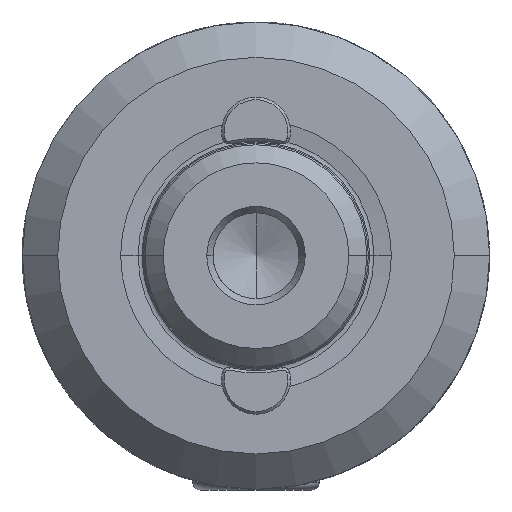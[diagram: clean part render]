
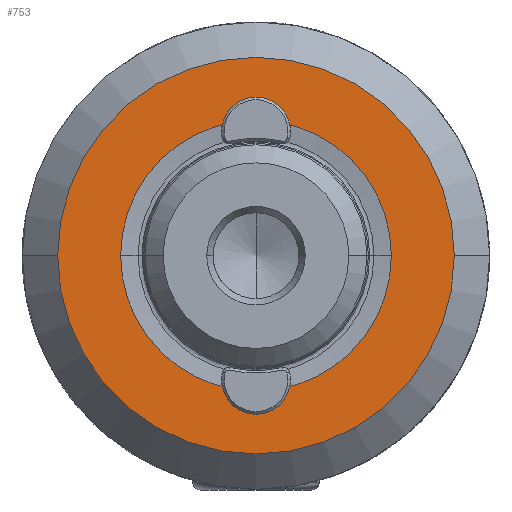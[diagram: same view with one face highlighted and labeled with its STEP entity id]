
A CAD part, left-side view. The second image highlights one B-rep face of the part: STEP entity #753.
In plain terms, the highlighted planar face has unit normal (-1, 0, 0).
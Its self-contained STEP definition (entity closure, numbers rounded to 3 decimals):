
#231 = EDGE_CURVE ( 'NONE', #3914, #5800, #29207, .T. ) ;
#264 = ORIENTED_EDGE ( 'NONE', *, *, #23972, .F. ) ;
#407 = CARTESIAN_POINT ( 'NONE',  ( -43., 0., 0. ) ) ;
#753 = ADVANCED_FACE ( 'NONE', ( #27345, #7977 ), #18453, .F. ) ;
#1049 = CARTESIAN_POINT ( 'NONE',  ( -43., 1.58, 10.598 ) ) ;
#1532 = AXIS2_PLACEMENT_3D ( 'NONE', #24909, #6115, #27371 ) ;
#2503 = CARTESIAN_POINT ( 'NONE',  ( -43., 0., 0. ) ) ;
#2540 = VERTEX_POINT ( 'NONE', #9240 ) ;
#2926 = DIRECTION ( 'NONE',  ( 0., 0., 1. ) ) ;
#3914 = VERTEX_POINT ( 'NONE', #8724 ) ;
#4526 = CIRCLE ( 'NONE', #28419, 1.6 ) ;
#4604 = VERTEX_POINT ( 'NONE', #19839 ) ;
#4614 = VERTEX_POINT ( 'NONE', #13026 ) ;
#5187 = CARTESIAN_POINT ( 'NONE',  ( -43., -1.58, -10.598 ) ) ;
#5323 = EDGE_CURVE ( 'NONE', #2540, #4604, #13661, .T. ) ;
#5426 = ORIENTED_EDGE ( 'NONE', *, *, #6055, .T. ) ;
#5576 = AXIS2_PLACEMENT_3D ( 'NONE', #19560, #24282, #19662 ) ;
#5677 = DIRECTION ( 'NONE',  ( 0., 0., 1. ) ) ;
#5800 = VERTEX_POINT ( 'NONE', #5187 ) ;
#5936 = EDGE_LOOP ( 'NONE', ( #9695, #5426 ) ) ;
#5945 = DIRECTION ( 'NONE',  ( 0., -1., 0. ) ) ;
#5963 = DIRECTION ( 'NONE',  ( -1., 0., 0. ) ) ;
#6055 = EDGE_CURVE ( 'NONE', #4614, #25552, #13627, .T. ) ;
#6115 = DIRECTION ( 'NONE',  ( -1., 0., 0. ) ) ;
#6626 = CIRCLE ( 'NONE', #11585, 1.6 ) ;
#7977 = FACE_BOUND ( 'NONE', #20396, .T. ) ;
#8037 = CIRCLE ( 'NONE', #23150, 10.715 ) ;
#8724 = CARTESIAN_POINT ( 'NONE',  ( -43., 0., -12.45 ) ) ;
#8913 = CARTESIAN_POINT ( 'NONE',  ( -43., 0., -10.85 ) ) ;
#8969 = CARTESIAN_POINT ( 'NONE',  ( -43., 15.7, 0. ) ) ;
#9083 = DIRECTION ( 'NONE',  ( 1., 0., 0. ) ) ;
#9240 = CARTESIAN_POINT ( 'NONE',  ( -43., 10.715, 0. ) ) ;
#9503 = DIRECTION ( 'NONE',  ( 0., 0., 1. ) ) ;
#9695 = ORIENTED_EDGE ( 'NONE', *, *, #19941, .T. ) ;
#9906 = AXIS2_PLACEMENT_3D ( 'NONE', #407, #21468, #16797 ) ;
#10100 = CIRCLE ( 'NONE', #18038, 10.715 ) ;
#10271 = DIRECTION ( 'NONE',  ( 0., 0., 1. ) ) ;
#10480 = AXIS2_PLACEMENT_3D ( 'NONE', #12649, #29205, #5677 ) ;
#10865 = CARTESIAN_POINT ( 'NONE',  ( -43., 0., 0. ) ) ;
#10875 = CARTESIAN_POINT ( 'NONE',  ( -43., 0., 12.45 ) ) ;
#11585 = AXIS2_PLACEMENT_3D ( 'NONE', #22200, #5963, #10271 ) ;
#11913 = VERTEX_POINT ( 'NONE', #25226 ) ;
#12649 = CARTESIAN_POINT ( 'NONE',  ( -43., 0., 10.85 ) ) ;
#12839 = VERTEX_POINT ( 'NONE', #10875 ) ;
#13026 = CARTESIAN_POINT ( 'NONE',  ( -43., -15.7, 0. ) ) ;
#13627 = CIRCLE ( 'NONE', #15864, 15.7 ) ;
#13661 = CIRCLE ( 'NONE', #9906, 10.715 ) ;
#14171 = CIRCLE ( 'NONE', #10480, 1.6 ) ;
#14244 = ORIENTED_EDGE ( 'NONE', *, *, #14974, .F. ) ;
#14484 = DIRECTION ( 'NONE',  ( -1., 0., 0. ) ) ;
#14974 = EDGE_CURVE ( 'NONE', #11913, #28091, #8037, .T. ) ;
#15185 = ORIENTED_EDGE ( 'NONE', *, *, #22731, .F. ) ;
#15606 = AXIS2_PLACEMENT_3D ( 'NONE', #23241, #9083, #18353 ) ;
#15864 = AXIS2_PLACEMENT_3D ( 'NONE', #2503, #14484, #21498 ) ;
#15903 = CARTESIAN_POINT ( 'NONE',  ( -43., 0., 0. ) ) ;
#16270 = EDGE_CURVE ( 'NONE', #5800, #11913, #16606, .T. ) ;
#16606 = CIRCLE ( 'NONE', #1532, 10.715 ) ;
#16797 = DIRECTION ( 'NONE',  ( 0., -1., 0. ) ) ;
#17047 = DIRECTION ( 'NONE',  ( -1., 0., 0. ) ) ;
#17348 = ORIENTED_EDGE ( 'NONE', *, *, #231, .F. ) ;
#18038 = AXIS2_PLACEMENT_3D ( 'NONE', #15903, #29925, #20670 ) ;
#18182 = VERTEX_POINT ( 'NONE', #1049 ) ;
#18243 = CIRCLE ( 'NONE', #5576, 15.7 ) ;
#18353 = DIRECTION ( 'NONE',  ( 0., 1., 0. ) ) ;
#18453 = PLANE ( 'NONE',  #15606 ) ;
#18953 = EDGE_CURVE ( 'NONE', #4604, #3914, #6626, .T. ) ;
#19560 = CARTESIAN_POINT ( 'NONE',  ( -43., 0., 0. ) ) ;
#19662 = DIRECTION ( 'NONE',  ( 0., -1., 0. ) ) ;
#19839 = CARTESIAN_POINT ( 'NONE',  ( -43., 1.58, -10.598 ) ) ;
#19941 = EDGE_CURVE ( 'NONE', #25552, #4614, #18243, .T. ) ;
#20396 = EDGE_LOOP ( 'NONE', ( #264, #21546, #15185, #14244, #21617, #17348, #30302, #21185 ) ) ;
#20670 = DIRECTION ( 'NONE',  ( 0., -1., 0. ) ) ;
#21075 = CARTESIAN_POINT ( 'NONE',  ( -43., -1.58, 10.598 ) ) ;
#21185 = ORIENTED_EDGE ( 'NONE', *, *, #5323, .F. ) ;
#21468 = DIRECTION ( 'NONE',  ( -1., 0., 0. ) ) ;
#21498 = DIRECTION ( 'NONE',  ( 0., -1., 0. ) ) ;
#21546 = ORIENTED_EDGE ( 'NONE', *, *, #25265, .F. ) ;
#21617 = ORIENTED_EDGE ( 'NONE', *, *, #16270, .F. ) ;
#22200 = CARTESIAN_POINT ( 'NONE',  ( -43., 0., -10.85 ) ) ;
#22731 = EDGE_CURVE ( 'NONE', #28091, #12839, #14171, .T. ) ;
#23150 = AXIS2_PLACEMENT_3D ( 'NONE', #10865, #24933, #5945 ) ;
#23241 = CARTESIAN_POINT ( 'NONE',  ( -43., -10.715, 0. ) ) ;
#23972 = EDGE_CURVE ( 'NONE', #18182, #2540, #10100, .T. ) ;
#24282 = DIRECTION ( 'NONE',  ( -1., 0., 0. ) ) ;
#24909 = CARTESIAN_POINT ( 'NONE',  ( -43., 0., 0. ) ) ;
#24933 = DIRECTION ( 'NONE',  ( -1., 0., 0. ) ) ;
#25226 = CARTESIAN_POINT ( 'NONE',  ( -43., -10.715, 0. ) ) ;
#25255 = DIRECTION ( 'NONE',  ( -1., 0., 0. ) ) ;
#25265 = EDGE_CURVE ( 'NONE', #12839, #18182, #4526, .T. ) ;
#25552 = VERTEX_POINT ( 'NONE', #8969 ) ;
#26345 = CARTESIAN_POINT ( 'NONE',  ( -43., 0., 10.85 ) ) ;
#26562 = AXIS2_PLACEMENT_3D ( 'NONE', #8913, #25255, #9503 ) ;
#27345 = FACE_OUTER_BOUND ( 'NONE', #5936, .T. ) ;
#27371 = DIRECTION ( 'NONE',  ( 0., -1., 0. ) ) ;
#28091 = VERTEX_POINT ( 'NONE', #21075 ) ;
#28419 = AXIS2_PLACEMENT_3D ( 'NONE', #26345, #17047, #2926 ) ;
#29205 = DIRECTION ( 'NONE',  ( -1., 0., 0. ) ) ;
#29207 = CIRCLE ( 'NONE', #26562, 1.6 ) ;
#29925 = DIRECTION ( 'NONE',  ( -1., 0., 0. ) ) ;
#30302 = ORIENTED_EDGE ( 'NONE', *, *, #18953, .F. ) ;
